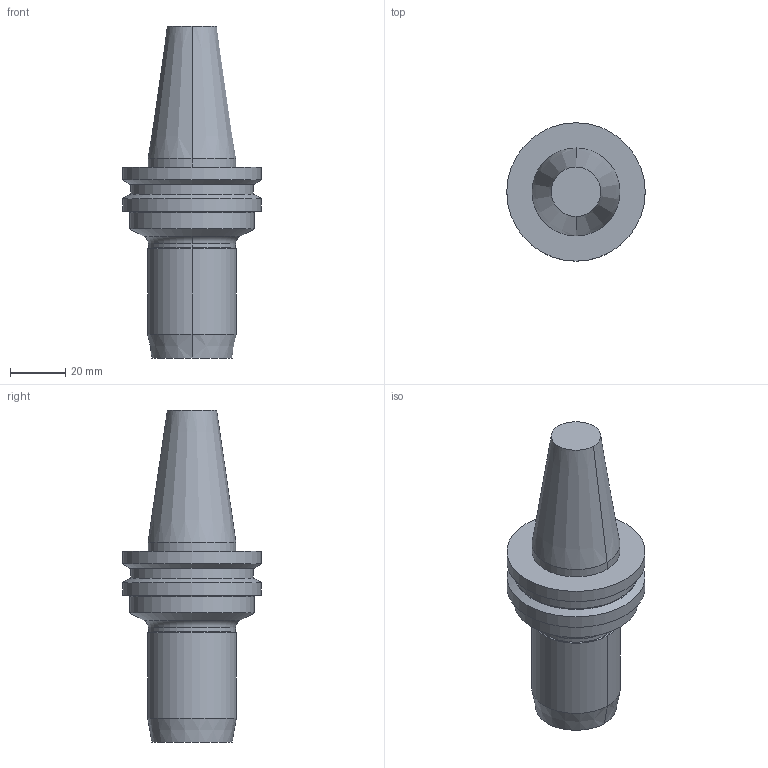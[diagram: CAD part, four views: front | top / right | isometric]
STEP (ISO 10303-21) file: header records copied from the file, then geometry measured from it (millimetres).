
FILE_DESCRIPTION(/* description */ (''),/* implementation_level */ '2;1');
FILE_NAME(/* name */ '69871.30AD-HC.12.072.stp',/* time_stamp */ '2024-07-23T14:33:52+02:00',/* author */ (''),/* organization */ (''),/* preprocessor_version */ 'ST-DEVELOPER v16.7',/* originating_system */ 'SIEMENS PLM Software NX 12.0',/* authorisation */ '');
FILE_SCHEMA (('AUTOMOTIVE_DESIGN { 1 0 10303 214 3 1 1 1 }'));
Length unit declared in the file: millimetre
Products named in the file (1): pf662868FD5C27v3
Bounding box: 49.95 x 49.95 x 119.8 mm (x, y, z)
Volume: 103238.7 mm3; surface area: 15482.8 mm2
Topology: 1 solids, 1 shells, 30 faces, 59 edges, 35 vertices
Faces by surface type: cylinder 10, cone 9, plane 6, torus 5
Full cylindrical faces by diameter (mm): 44.3 x1, 44.85 x1, 49.95 x2
Entity records: 855 total; most frequent: DIRECTION 168, CARTESIAN_POINT 131, ORIENTED_EDGE 120, AXIS2_PLACEMENT_3D 74, EDGE_CURVE 60, CIRCLE 40, VERTEX_POINT 37, EDGE_LOOP 35
